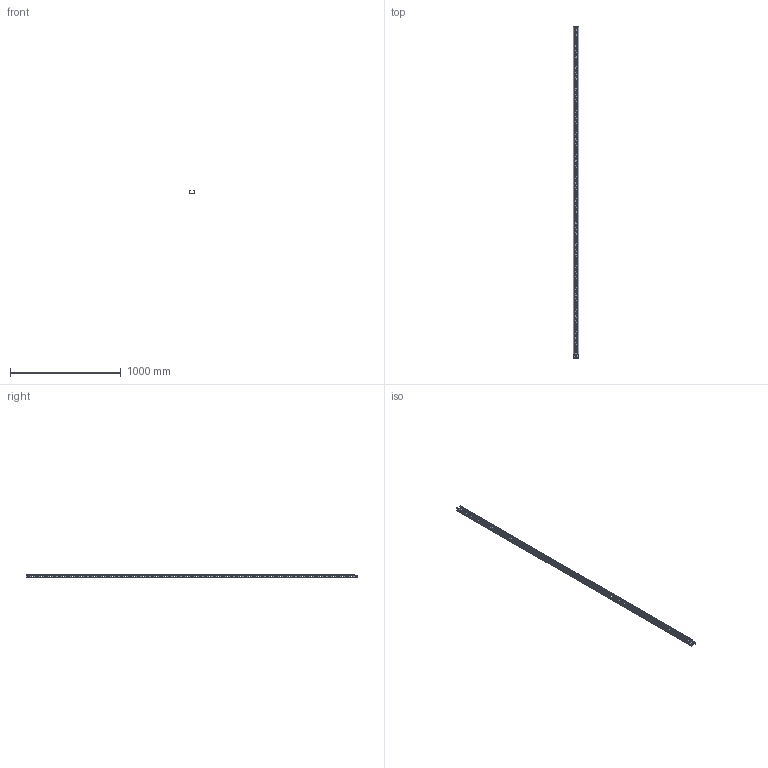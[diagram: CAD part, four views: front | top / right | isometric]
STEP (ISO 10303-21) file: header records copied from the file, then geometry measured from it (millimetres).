
FILE_DESCRIPTION(/* description */ (''),/* implementation_level */ '2;1');
FILE_NAME(/* name */ 'KGJ50H30_3.stp',/* time_stamp */ '2020-03-24T12:25:29+01:00',/* author */ ('stanislaw.luczak'),/* organization */ (''),/* preprocessor_version */ 'ST-DEVELOPER v18',/* originating_system */ 'Autodesk Inventor 2020',/* authorisation */ '');
FILE_SCHEMA (('AUTOMOTIVE_DESIGN { 1 0 10303 214 3 1 1 }'));
Products named in the file (1): KGJ50H60_3
Bounding box: 52 x 3000 x 30.97 mm (x, y, z)
Volume: 324461.8 mm3; surface area: 674427.5 mm2
Topology: 1 solids, 1 shells, 2279 faces, 6413 edges, 4230 vertices
Faces by surface type: plane 1340, cylinder 931, bspline 4, torus 4
Full cylindrical faces by diameter (mm): 8.5 x59
Entity records: 75176 total; most frequent: CARTESIAN_POINT 12955, DIRECTION 12831, ORIENTED_EDGE 12826, EDGE_CURVE 6413, LINE 4547, VECTOR 4547, VERTEX_POINT 4230, AXIS2_PLACEMENT_3D 4142
